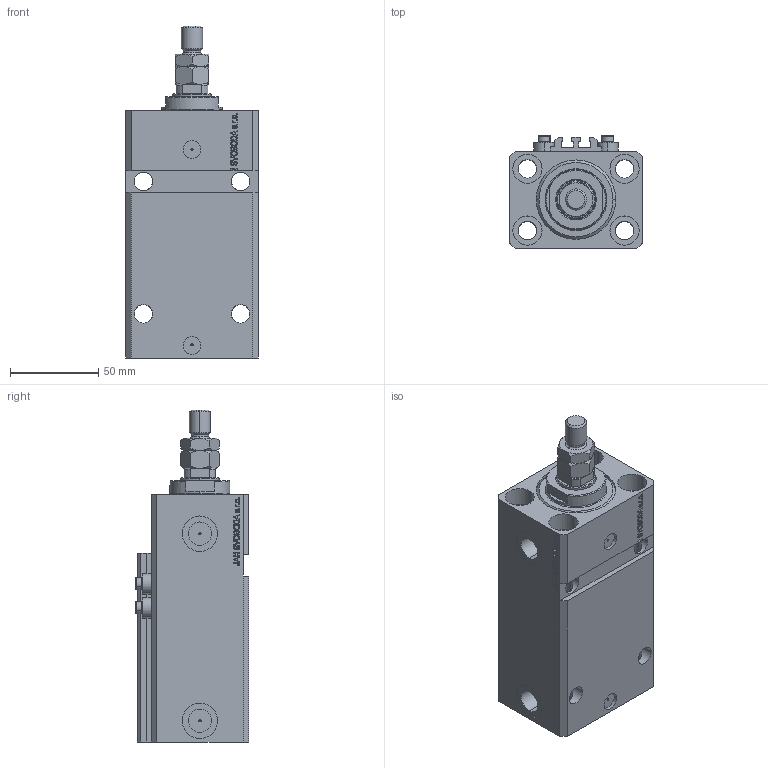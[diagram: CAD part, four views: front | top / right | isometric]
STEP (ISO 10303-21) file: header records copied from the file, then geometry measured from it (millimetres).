
FILE_DESCRIPTION (( 'STEP AP203' ), '1' );
FILE_NAME ('5f36.STEP', '2023-10-07T20:17:50', ( '' ), ( '' ), 'SwSTEP 2.0', 'SolidWorks 2019', '' );
FILE_SCHEMA (( 'CONFIG_CONTROL_DESIGN' ));
Length unit declared in the file: millimetre
Products named in the file (6): V250CE_E_Body 0c2ea4bb67babe581d9a0fe0450f916d; 5f36; V250CE_VC_E 0c2ea4bb67babe581d9a0fe0450f916d; MTA 0c2ea4bb67babe581d9a0fe0450f916d; V250CE_C_VCP 0c2ea4bb67babe581d9a0fe0450f916d; ALLEN BOLT V250CE 0c2ea4bb67babe581d9a0fe0450f916d
Assembly tree (8 placements, depth 2):
  5f36
    V250CE_E_Body 0c2ea4bb67babe581d9a0fe0450f916d
    ALLEN BOLT V250CE 0c2ea4bb67babe581d9a0fe0450f916d  x4
    V250CE_C_VCP 0c2ea4bb67babe581d9a0fe0450f916d
    V250CE_VC_E 0c2ea4bb67babe581d9a0fe0450f916d
    MTA 0c2ea4bb67babe581d9a0fe0450f916d
Bounding box: 75 x 64 x 188 mm (x, y, z)
Volume: 492194.1 mm3; surface area: 117620.7 mm2
Topology: 9 solids, 9 shells, 1133 faces, 2806 edges, 1797 vertices
Faces by surface type: plane 529, bspline 354, cylinder 150, cone 84, torus 16
Entity records: 48917 total; most frequent: CARTESIAN_POINT 25350, ORIENTED_EDGE 5302, DIRECTION 3533, EDGE_CURVE 2651, VERTEX_POINT 1713, VECTOR 1561, LINE 1561, EDGE_LOOP 1194
